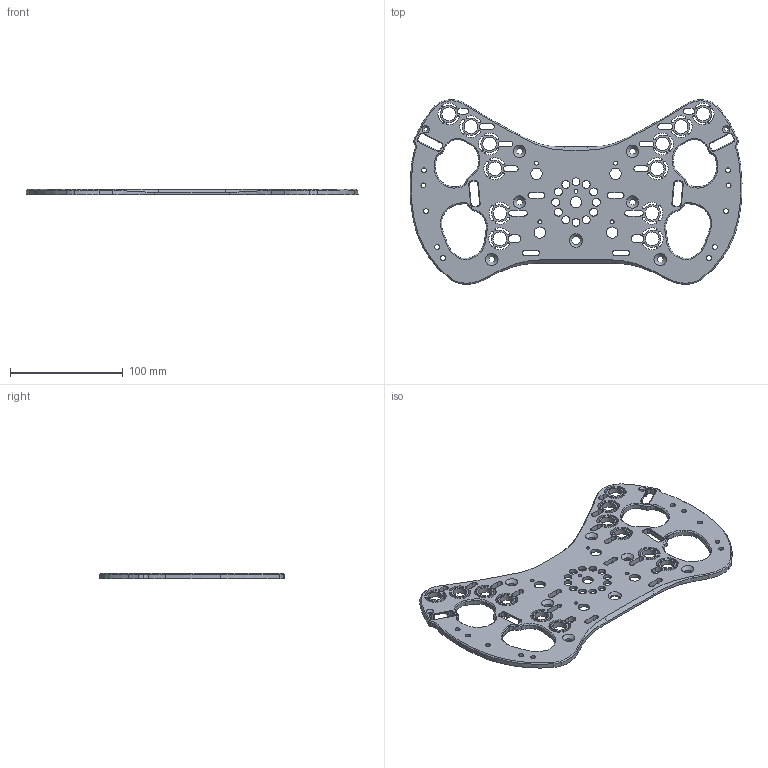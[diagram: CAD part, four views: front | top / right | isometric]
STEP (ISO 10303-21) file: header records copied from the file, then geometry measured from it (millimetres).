
FILE_DESCRIPTION(/* description */ (''),/* implementation_level */ '2;1');
FILE_NAME(/* name */ 'PE_FGT_FrontPlate.step',/* time_stamp */ '2023-11-15T13:59:27+01:00',/* author */ (''),/* organization */ (''),/* preprocessor_version */ 'ST-DEVELOPER v20',/* originating_system */ 'Autodesk Translation Framework v12.14.0.127',/* authorisation */ '');
FILE_SCHEMA (('AUTOMOTIVE_DESIGN { 1 0 10303 214 3 1 1 }'));
Length unit declared in the file: millimetre
Products named in the file (1): FrontPlate
Bounding box: 293.93 x 163.33 x 5 mm (x, y, z)
Volume: 117760.9 mm3; surface area: 73780.6 mm2
Topology: 1 solids, 1 shells, 609 faces, 1692 edges, 1086 vertices
Faces by surface type: cylinder 361, plane 139, cone 79, bspline 30
Full cylindrical faces by diameter (mm): 3.3 x2, 3.4 x5, 4.3 x10, 5.3 x6, 7 x12, 8 x1, 10 x5, 12.1 x12, 28 x4
Entity records: 21342 total; most frequent: CARTESIAN_POINT 4740, DIRECTION 3613, ORIENTED_EDGE 3384, EDGE_CURVE 1692, AXIS2_PLACEMENT_3D 1393, VERTEX_POINT 1086, EDGE_LOOP 836, LINE 827
